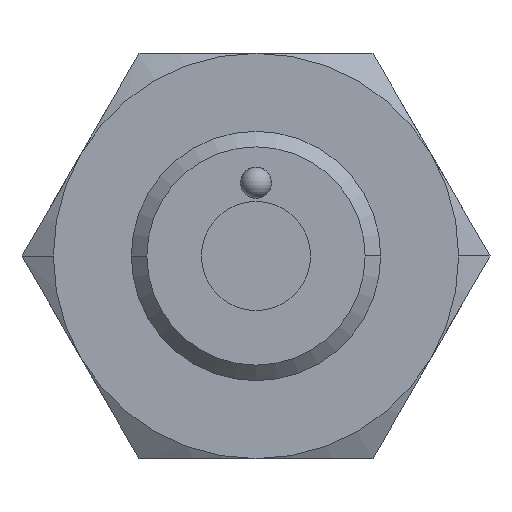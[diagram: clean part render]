
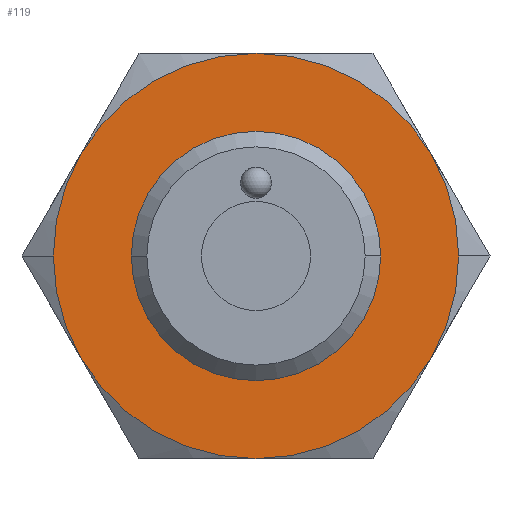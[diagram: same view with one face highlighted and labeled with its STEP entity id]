
A CAD part, front view. The second image highlights one B-rep face of the part: STEP entity #119.
In plain terms, the highlighted planar face has unit normal (0, -1, 0).
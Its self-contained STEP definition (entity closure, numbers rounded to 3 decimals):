
#119=ADVANCED_FACE('',(#230,#231),#232,.T.);
#230=FACE_OUTER_BOUND('',#380,.T.);
#231=FACE_BOUND('',#381,.T.);
#232=PLANE('',#382);
#380=EDGE_LOOP('',(#688,#689,#690,#691,#692,#693,#694,#695));
#381=EDGE_LOOP('',(#696,#697));
#382=AXIS2_PLACEMENT_3D('',#698,#699,#700);
#688=ORIENTED_EDGE('',*,*,#1032,.F.);
#689=ORIENTED_EDGE('',*,*,#1018,.F.);
#690=ORIENTED_EDGE('',*,*,#1021,.F.);
#691=ORIENTED_EDGE('',*,*,#1023,.F.);
#692=ORIENTED_EDGE('',*,*,#1016,.F.);
#693=ORIENTED_EDGE('',*,*,#1027,.F.);
#694=ORIENTED_EDGE('',*,*,#1030,.F.);
#695=ORIENTED_EDGE('',*,*,#1012,.F.);
#696=ORIENTED_EDGE('',*,*,#1052,.T.);
#697=ORIENTED_EDGE('',*,*,#996,.T.);
#698=CARTESIAN_POINT('',(5.25,-8.0,0.0));
#699=DIRECTION('',(-0.0,-1.0,-0.0));
#700=DIRECTION('',(-1.0,0.0,0.0));
#996=EDGE_CURVE('',#1162,#1159,#1163,.T.);
#1012=EDGE_CURVE('',#1189,#1192,#1193,.T.);
#1016=EDGE_CURVE('',#1198,#1196,#1200,.T.);
#1018=EDGE_CURVE('',#1202,#1204,#1205,.T.);
#1021=EDGE_CURVE('',#1208,#1202,#1210,.T.);
#1023=EDGE_CURVE('',#1196,#1208,#1212,.T.);
#1027=EDGE_CURVE('',#1216,#1198,#1218,.T.);
#1030=EDGE_CURVE('',#1192,#1216,#1222,.T.);
#1032=EDGE_CURVE('',#1204,#1189,#1224,.T.);
#1052=EDGE_CURVE('',#1159,#1162,#1252,.T.);
#1159=VERTEX_POINT('',#1403);
#1162=VERTEX_POINT('',#1407);
#1163=CIRCLE('',#1408,4.0);
#1189=VERTEX_POINT('',#1463);
#1192=VERTEX_POINT('',#1467);
#1193=CIRCLE('',#1468,6.5);
#1196=VERTEX_POINT('',#1482);
#1198=VERTEX_POINT('',#1485);
#1200=CIRCLE('',#1498,6.5);
#1202=VERTEX_POINT('',#1500);
#1204=VERTEX_POINT('',#1513);
#1205=CIRCLE('',#1514,6.5);
#1208=VERTEX_POINT('',#1528);
#1210=CIRCLE('',#1541,6.5);
#1212=CIRCLE('',#1554,6.5);
#1216=VERTEX_POINT('',#1580);
#1218=CIRCLE('',#1593,6.5);
#1222=CIRCLE('',#1619,6.5);
#1224=CIRCLE('',#1632,6.5);
#1252=CIRCLE('',#1770,4.0);
#1403=CARTESIAN_POINT('',(4.0,-8.0,0.0));
#1407=CARTESIAN_POINT('',(-4.0,-8.0,0.));
#1408=AXIS2_PLACEMENT_3D('',#2214,#2215,#2216);
#1463=CARTESIAN_POINT('',(6.5,-8.0,0.));
#1467=CARTESIAN_POINT('',(5.629,-8.0,-3.25));
#1468=AXIS2_PLACEMENT_3D('',#2240,#2241,#2242);
#1482=CARTESIAN_POINT('',(-6.5,-8.0,0.));
#1485=CARTESIAN_POINT('',(-5.629,-8.0,-3.25));
#1498=AXIS2_PLACEMENT_3D('',#2244,#2245,#2246);
#1500=CARTESIAN_POINT('',(0.,-8.0,6.5));
#1513=CARTESIAN_POINT('',(5.629,-8.0,3.25));
#1514=AXIS2_PLACEMENT_3D('',#2247,#2248,#2249);
#1528=CARTESIAN_POINT('',(-5.629,-8.0,3.25));
#1541=AXIS2_PLACEMENT_3D('',#2250,#2251,#2252);
#1554=AXIS2_PLACEMENT_3D('',#2253,#2254,#2255);
#1580=CARTESIAN_POINT('',(0.0,-8.0,-6.5));
#1593=AXIS2_PLACEMENT_3D('',#2256,#2257,#2258);
#1619=AXIS2_PLACEMENT_3D('',#2259,#2260,#2261);
#1632=AXIS2_PLACEMENT_3D('',#2262,#2263,#2264);
#1770=AXIS2_PLACEMENT_3D('',#2292,#2293,#2294);
#2214=CARTESIAN_POINT('',(0.0,-8.0,0.0));
#2215=DIRECTION('',(-0.0,1.0,0.0));
#2216=DIRECTION('',(1.0,0.0,0.0));
#2240=CARTESIAN_POINT('',(0.0,-8.0,0.0));
#2241=DIRECTION('',(-0.0,1.0,0.0));
#2242=DIRECTION('',(1.0,0.0,0.0));
#2244=CARTESIAN_POINT('',(0.0,-8.0,0.0));
#2245=DIRECTION('',(-0.0,1.0,0.0));
#2246=DIRECTION('',(1.0,0.0,0.0));
#2247=CARTESIAN_POINT('',(0.0,-8.0,0.0));
#2248=DIRECTION('',(-0.0,1.0,0.0));
#2249=DIRECTION('',(1.0,0.0,0.0));
#2250=CARTESIAN_POINT('',(0.0,-8.0,0.0));
#2251=DIRECTION('',(-0.0,1.0,0.0));
#2252=DIRECTION('',(1.0,0.0,0.0));
#2253=CARTESIAN_POINT('',(0.0,-8.0,0.0));
#2254=DIRECTION('',(-0.0,1.0,0.0));
#2255=DIRECTION('',(1.0,0.0,0.0));
#2256=CARTESIAN_POINT('',(0.0,-8.0,0.0));
#2257=DIRECTION('',(-0.0,1.0,0.0));
#2258=DIRECTION('',(1.0,0.0,0.0));
#2259=CARTESIAN_POINT('',(0.0,-8.0,0.0));
#2260=DIRECTION('',(-0.0,1.0,0.0));
#2261=DIRECTION('',(1.0,0.0,0.0));
#2262=CARTESIAN_POINT('',(0.0,-8.0,0.0));
#2263=DIRECTION('',(-0.0,1.0,0.0));
#2264=DIRECTION('',(1.0,0.0,0.0));
#2292=CARTESIAN_POINT('',(0.0,-8.0,0.0));
#2293=DIRECTION('',(-0.0,1.0,0.0));
#2294=DIRECTION('',(1.0,0.0,0.0));
